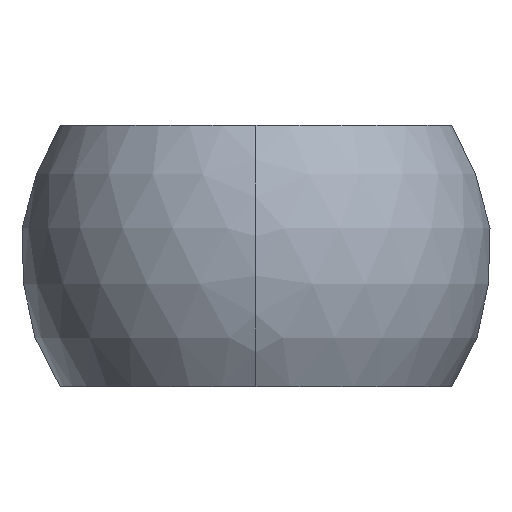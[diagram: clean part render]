
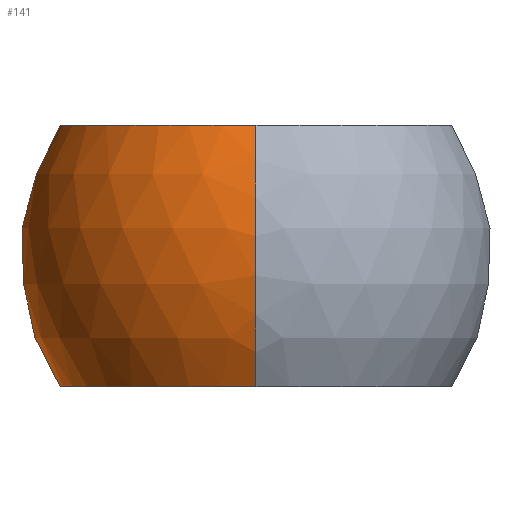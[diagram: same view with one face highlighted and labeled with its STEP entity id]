
A CAD part, left-side view. The second image highlights one B-rep face of the part: STEP entity #141.
In plain terms, the highlighted spherical face has radius 22.5 mm.
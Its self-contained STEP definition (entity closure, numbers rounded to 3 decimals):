
#141=ADVANCED_FACE('',(#332),#333,.T.);
#155=VERTEX_POINT('',#349);
#195=EDGE_CURVE('',#155,#233,#396,.T.);
#205=VERTEX_POINT('',#406);
#211=EDGE_CURVE('',#205,#155,#412,.T.);
#215=VERTEX_POINT('',#416);
#219=EDGE_CURVE('',#215,#205,#420,.T.);
#231=EDGE_CURVE('',#233,#215,#433,.T.);
#233=VERTEX_POINT('',#435);
#332=FACE_OUTER_BOUND('',#596,.T.);
#333=SPHERICAL_SURFACE('',#597,22.5);
#349=CARTESIAN_POINT('',(-18.708,0.,12.5));
#396=CIRCLE('',#785,22.5);
#406=CARTESIAN_POINT('',(14.11,12.285,12.5));
#412=CIRCLE('',#805,18.708);
#416=CARTESIAN_POINT('',(14.11,12.285,-12.5));
#420=CIRCLE('',#815,17.526);
#433=CIRCLE('',#831,18.708);
#435=CARTESIAN_POINT('',(-18.708,0.,-12.5));
#596=EDGE_LOOP('',(#997,#998,#999,#1000));
#597=AXIS2_PLACEMENT_3D('',#1001,#1002,#1003);
#785=AXIS2_PLACEMENT_3D('',#1094,#1095,#1096);
#805=AXIS2_PLACEMENT_3D('',#1101,#1102,#1103);
#815=AXIS2_PLACEMENT_3D('',#1107,#1108,#1109);
#831=AXIS2_PLACEMENT_3D('',#1122,#1123,#1124);
#997=ORIENTED_EDGE('',*,*,#195,.F.);
#998=ORIENTED_EDGE('',*,*,#211,.F.);
#999=ORIENTED_EDGE('',*,*,#219,.F.);
#1000=ORIENTED_EDGE('',*,*,#231,.F.);
#1001=CARTESIAN_POINT('',(0.0,0.0,0.0));
#1002=DIRECTION('',(0.0,0.0,1.0));
#1003=DIRECTION('',(1.0,0.0,0.0));
#1094=CARTESIAN_POINT('',(0.0,0.0,0.0));
#1095=DIRECTION('',(0.,-1.0,0.0));
#1096=DIRECTION('',(0.0,0.0,1.0));
#1101=CARTESIAN_POINT('',(0.0,0.0,12.5));
#1102=DIRECTION('',(0.0,-0.0,1.0));
#1103=DIRECTION('',(0.0,1.0,0.0));
#1107=CARTESIAN_POINT('',(14.11,0.0,0.0));
#1108=DIRECTION('',(1.0,0.0,0.0));
#1109=DIRECTION('',(0.0,1.0,0.0));
#1122=CARTESIAN_POINT('',(0.0,0.0,-12.5));
#1123=DIRECTION('',(-0.0,-0.0,-1.0));
#1124=DIRECTION('',(0.0,-1.0,0.0));
